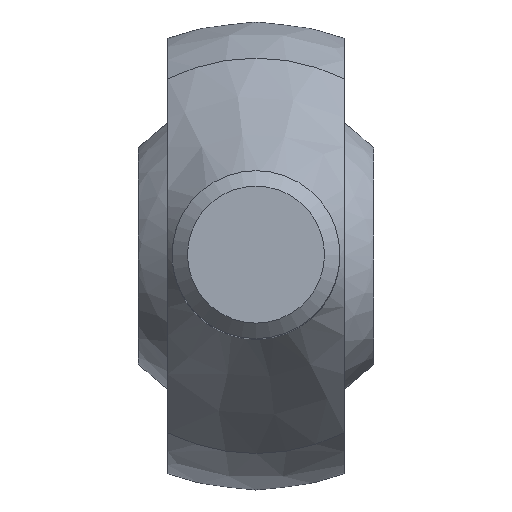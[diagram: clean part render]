
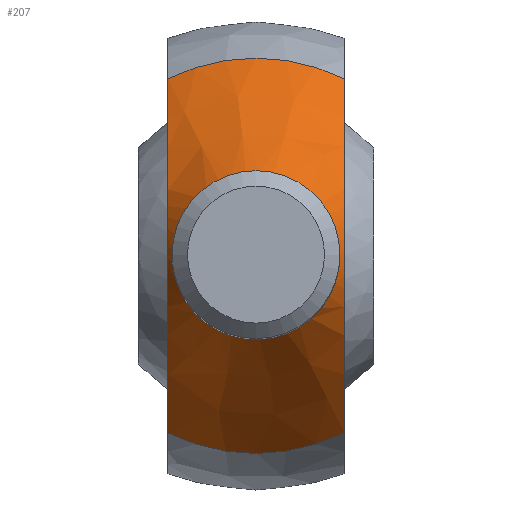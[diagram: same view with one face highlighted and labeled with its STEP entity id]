
A CAD part, top view. The second image highlights one B-rep face of the part: STEP entity #207.
In plain terms, the highlighted conical face has half-angle 32.764 degrees and reference radius 11.773 mm.
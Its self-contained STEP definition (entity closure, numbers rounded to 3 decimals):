
#101=CARTESIAN_POINT('',(-5.25,-10.537,-40.423));
#102=VERTEX_POINT('',#101);
#103=CARTESIAN_POINT('',(5.25,-10.537,-40.423));
#104=VERTEX_POINT('',#103);
#105=CARTESIAN_POINT('',(0.0,0.0,-40.423));
#106=DIRECTION('',(0.0,0.0,1.0));
#107=DIRECTION('',(1.0,0.0,0.0));
#108=AXIS2_PLACEMENT_3D('',#105,#106,#107);
#109=CIRCLE('',#108,11.773);
#110=EDGE_CURVE('',#102,#104,#109,.T.);
#112=CARTESIAN_POINT('',(-5.25,10.537,-40.423));
#113=VERTEX_POINT('',#112);
#121=CARTESIAN_POINT('',(5.25,10.537,-40.423));
#122=VERTEX_POINT('',#121);
#123=CARTESIAN_POINT('',(0.0,0.0,-40.423));
#124=DIRECTION('',(0.0,0.0,1.0));
#125=DIRECTION('',(1.0,0.0,0.0));
#126=AXIS2_PLACEMENT_3D('',#123,#124,#125);
#127=CIRCLE('',#126,11.773);
#128=EDGE_CURVE('',#122,#113,#127,.T.);
#146=CARTESIAN_POINT('',(5.25,-25.102,-61.978));
#147=CARTESIAN_POINT('',(5.25,0.0,-23.801));
#148=CARTESIAN_POINT('',(5.25,25.102,-61.978));
#156=(BOUNDED_CURVE()B_SPLINE_CURVE(2,(#146,#147,#148),.UNSPECIFIED.,.F.,.U.)B_SPLINE_CURVE_WITH_KNOTS((3,3),(0.0,8.085),.UNSPECIFIED.)CURVE()GEOMETRIC_REPRESENTATION_ITEM()RATIONAL_B_SPLINE_CURVE((1.0,4.885,1.0))REPRESENTATION_ITEM(''));
#157=EDGE_CURVE('',#122,#104,#156,.F.);
#173=CARTESIAN_POINT('',(0.0,0.0,-40.423));
#174=DIRECTION('',(0.0,0.0,-1.0));
#175=DIRECTION('',(-1.0,0.0,0.0));
#176=AXIS2_PLACEMENT_3D('',#173,#174,#175);
#177=CONICAL_SURFACE('',#176,11.773,32.764);
#178=CARTESIAN_POINT('',(-5.25,-25.102,-61.978));
#179=CARTESIAN_POINT('',(-5.25,0.0,-23.801));
#180=CARTESIAN_POINT('',(-5.25,25.102,-61.978));
#188=(BOUNDED_CURVE()B_SPLINE_CURVE(2,(#178,#179,#180),.UNSPECIFIED.,.F.,.U.)B_SPLINE_CURVE_WITH_KNOTS((3,3),(0.0,8.085),.UNSPECIFIED.)CURVE()GEOMETRIC_REPRESENTATION_ITEM()RATIONAL_B_SPLINE_CURVE((1.0,4.885,1.0))REPRESENTATION_ITEM(''));
#189=EDGE_CURVE('',#102,#113,#188,.T.);
#190=ORIENTED_EDGE('',*,*,#189,.F.);
#191=ORIENTED_EDGE('',*,*,#110,.T.);
#192=ORIENTED_EDGE('',*,*,#157,.F.);
#193=ORIENTED_EDGE('',*,*,#128,.T.);
#194=EDGE_LOOP('',(#190,#191,#192,#193));
#195=FACE_OUTER_BOUND('',#194,.T.);
#196=CARTESIAN_POINT('',(5.,0.0,-29.9));
#197=VERTEX_POINT('',#196);
#198=CARTESIAN_POINT('',(0.0,0.0,-29.9));
#199=DIRECTION('',(0.0,0.0,1.0));
#200=DIRECTION('',(1.0,0.0,0.0));
#201=AXIS2_PLACEMENT_3D('',#198,#199,#200);
#202=CIRCLE('',#201,5.);
#203=EDGE_CURVE('',#197,#197,#202,.T.);
#204=ORIENTED_EDGE('',*,*,#203,.F.);
#205=EDGE_LOOP('',(#204));
#206=FACE_BOUND('',#205,.T.);
#207=ADVANCED_FACE('',(#195,#206),#177,.T.);
